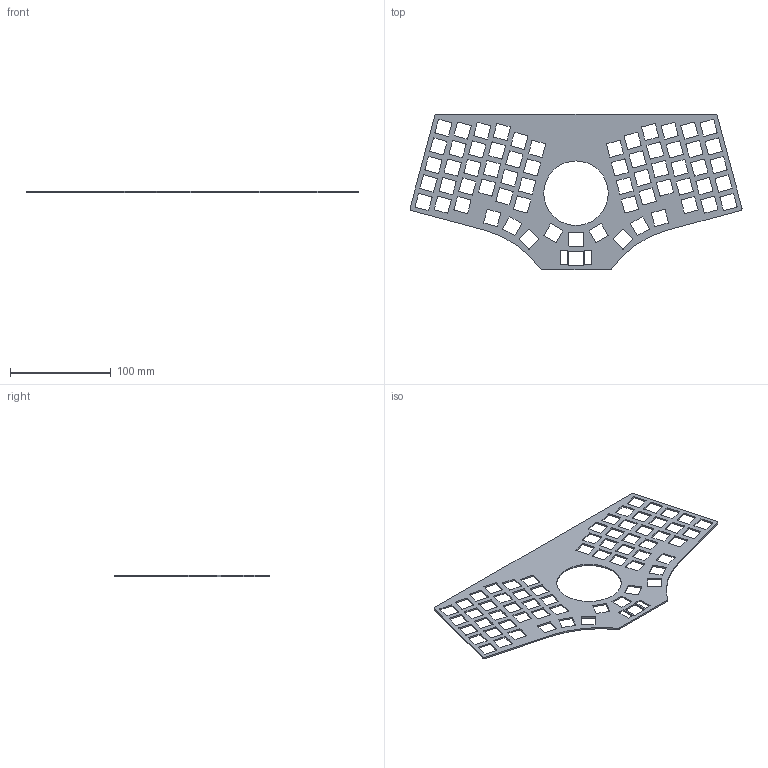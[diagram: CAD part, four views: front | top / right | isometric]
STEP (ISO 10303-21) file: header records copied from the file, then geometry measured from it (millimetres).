
FILE_DESCRIPTION(/* description */ (''),/* implementation_level */ '2;1');
FILE_NAME(/* name */ 'Plate 2u.step',/* time_stamp */ '2023-08-28T12:05:40+01:00',/* author */ (''),/* organization */ (''),/* preprocessor_version */ 'ST-DEVELOPER v20',/* originating_system */ 'Autodesk Translation Framework v12.9.0.99',/* authorisation */ '');
FILE_SCHEMA (('AUTOMOTIVE_DESIGN { 1 0 10303 214 3 1 1 }'));
Length unit declared in the file: millimetre
Products named in the file (1): Plate 2u
Bounding box: 329.6 x 154.78 x 1.5 mm (x, y, z)
Volume: 33939.3 mm3; surface area: 52225.3 mm2
Topology: 1 solids, 1 shells, 545 faces, 1629 edges, 1086 vertices
Faces by surface type: plane 272, cylinder 271, bspline 2
Full cylindrical faces by diameter (mm): 64 x1
Entity records: 18830 total; most frequent: CARTESIAN_POINT 3319, ORIENTED_EDGE 3258, DIRECTION 3255, EDGE_CURVE 1629, VERTEX_POINT 1086, AXIS2_PLACEMENT_3D 1086, LINE 1083, VECTOR 1083
